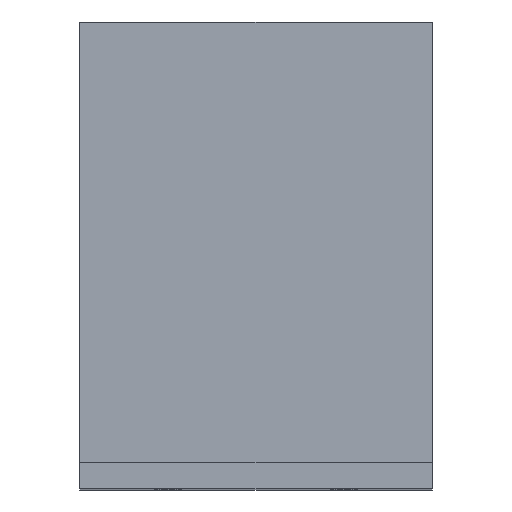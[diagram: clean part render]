
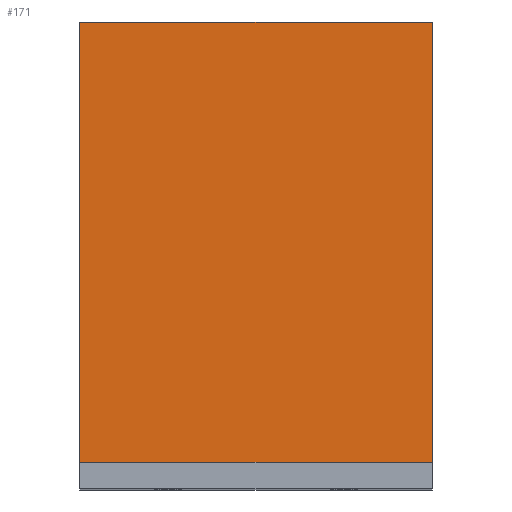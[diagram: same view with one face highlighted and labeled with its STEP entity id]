
A CAD part, top view. The second image highlights one B-rep face of the part: STEP entity #171.
In plain terms, the highlighted planar face has unit normal (0, 0, 1).
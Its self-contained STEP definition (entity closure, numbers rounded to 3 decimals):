
#5 = LINE ( 'NONE', #521, #97 ) ;
#65 = DIRECTION ( 'NONE',  ( 1., 0., 0. ) ) ;
#91 = LINE ( 'NONE', #963, #653 ) ;
#97 = VECTOR ( 'NONE', #329, 1000. ) ;
#139 = ORIENTED_EDGE ( 'NONE', *, *, #286, .F. ) ;
#161 = LINE ( 'NONE', #524, #372 ) ;
#164 = EDGE_CURVE ( 'NONE', #873, #1127, #161, .T. ) ;
#171 = ADVANCED_FACE ( 'NONE', ( #269 ), #515, .F. ) ;
#180 = EDGE_CURVE ( 'NONE', #464, #1127, #91, .T. ) ;
#234 = CARTESIAN_POINT ( 'NONE',  ( 0., 53., -10. ) ) ;
#255 = ORIENTED_EDGE ( 'NONE', *, *, #382, .T. ) ;
#269 = FACE_OUTER_BOUND ( 'NONE', #295, .T. ) ;
#284 = CARTESIAN_POINT ( 'NONE',  ( 0., 53., -10. ) ) ;
#286 = EDGE_CURVE ( 'NONE', #913, #464, #839, .T. ) ;
#295 = EDGE_LOOP ( 'NONE', ( #998, #352, #139, #255 ) ) ;
#329 = DIRECTION ( 'NONE',  ( 0., -1., 0. ) ) ;
#352 = ORIENTED_EDGE ( 'NONE', *, *, #180, .F. ) ;
#372 = VECTOR ( 'NONE', #430, 1000. ) ;
#382 = EDGE_CURVE ( 'NONE', #913, #873, #5, .T. ) ;
#430 = DIRECTION ( 'NONE',  ( 1., 0., 0. ) ) ;
#435 = CARTESIAN_POINT ( 'NONE',  ( 40., 3., -10. ) ) ;
#464 = VERTEX_POINT ( 'NONE', #889 ) ;
#515 = PLANE ( 'NONE',  #1119 ) ;
#521 = CARTESIAN_POINT ( 'NONE',  ( 0., 53., -10. ) ) ;
#524 = CARTESIAN_POINT ( 'NONE',  ( 0., 3., -10. ) ) ;
#619 = DIRECTION ( 'NONE',  ( 0., 0., -1. ) ) ;
#653 = VECTOR ( 'NONE', #696, 1000. ) ;
#696 = DIRECTION ( 'NONE',  ( 0., -1., 0. ) ) ;
#839 = LINE ( 'NONE', #234, #879 ) ;
#855 = CARTESIAN_POINT ( 'NONE',  ( 0., 53., -10. ) ) ;
#873 = VERTEX_POINT ( 'NONE', #986 ) ;
#879 = VECTOR ( 'NONE', #65, 1000. ) ;
#889 = CARTESIAN_POINT ( 'NONE',  ( 40., 53., -10. ) ) ;
#913 = VERTEX_POINT ( 'NONE', #284 ) ;
#963 = CARTESIAN_POINT ( 'NONE',  ( 40., 53., -10. ) ) ;
#986 = CARTESIAN_POINT ( 'NONE',  ( 0., 3., -10. ) ) ;
#998 = ORIENTED_EDGE ( 'NONE', *, *, #164, .T. ) ;
#1119 = AXIS2_PLACEMENT_3D ( 'NONE', #855, #619, #1129 ) ;
#1127 = VERTEX_POINT ( 'NONE', #435 ) ;
#1129 = DIRECTION ( 'NONE',  ( -1., 0., 0. ) ) ;
